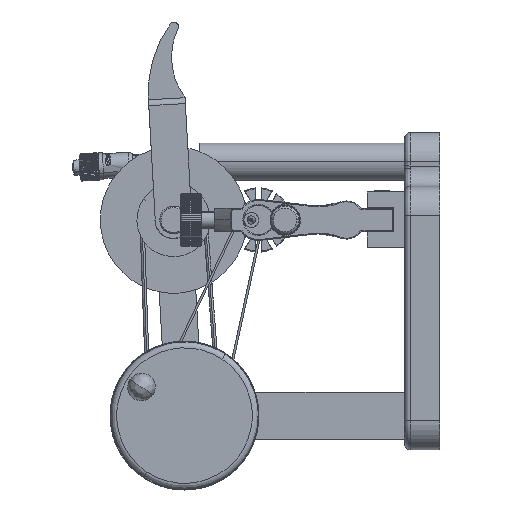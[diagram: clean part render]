
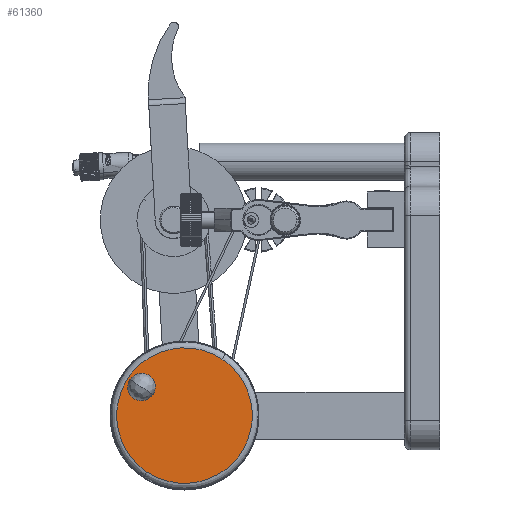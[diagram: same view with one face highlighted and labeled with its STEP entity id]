
A CAD part, left-side view. The second image highlights one B-rep face of the part: STEP entity #61360.
In plain terms, the highlighted free-form (B-spline) face has degree [1, 1] with [2, 2] control points.
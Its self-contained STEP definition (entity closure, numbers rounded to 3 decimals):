
#61285 = VERTEX_POINT('',#61286);
#61286 = CARTESIAN_POINT('',(-135.23,146.559,
    -29.813));
#61291 = EDGE_CURVE('',#61285,#61292,#61294,.T.);
#61292 = VERTEX_POINT('',#61293);
#61293 = CARTESIAN_POINT('',(-135.23,153.014,
    -39.533));
#61294 = ( BOUNDED_CURVE() B_SPLINE_CURVE(2,(#61295,#61296,#61297,#61298
,#61299),.UNSPECIFIED.,.F.,.F.) B_SPLINE_CURVE_WITH_KNOTS((3,2,3),(
    3.142,4.712,6.283),
.PIECEWISE_BEZIER_KNOTS.) CURVE() GEOMETRIC_REPRESENTATION_ITEM() 
RATIONAL_B_SPLINE_CURVE((1.,0.707,1.,0.707,1.)) 
REPRESENTATION_ITEM('') );
#61295 = CARTESIAN_POINT('',(-135.23,146.559,
    -29.813));
#61296 = CARTESIAN_POINT('',(-135.23,151.419,
    -26.586));
#61297 = CARTESIAN_POINT('',(-135.23,154.646,
    -31.446));
#61298 = CARTESIAN_POINT('',(-135.23,157.874,
    -36.306));
#61299 = CARTESIAN_POINT('',(-135.23,153.014,
    -39.533));
#61360 = ADVANCED_FACE('',(#61361,#61383),#61394,.F.);
#61361 = FACE_BOUND('',#61362,.T.);
#61362 = EDGE_LOOP('',(#61363,#61375));
#61363 = ORIENTED_EDGE('',*,*,#61364,.T.);
#61364 = EDGE_CURVE('',#61365,#61367,#61369,.T.);
#61365 = VERTEX_POINT('',#61366);
#61366 = CARTESIAN_POINT('',(-135.23,146.999,
    -77.389));
#61367 = VERTEX_POINT('',#61368);
#61368 = CARTESIAN_POINT('',(-135.23,109.334,
    -20.672));
#61369 = ( BOUNDED_CURVE() B_SPLINE_CURVE(2,(#61370,#61371,#61372,#61373
,#61374),.UNSPECIFIED.,.F.,.F.) B_SPLINE_CURVE_WITH_KNOTS((3,2,3),(0.,
1.571,3.142),.PIECEWISE_BEZIER_KNOTS.) CURVE() 
GEOMETRIC_REPRESENTATION_ITEM() RATIONAL_B_SPLINE_CURVE((1.,
0.707,1.,0.707,1.)) REPRESENTATION_ITEM('') );
#61370 = CARTESIAN_POINT('',(-135.23,146.999,
    -77.389));
#61371 = CARTESIAN_POINT('',(-135.23,118.641,
    -96.222));
#61372 = CARTESIAN_POINT('',(-135.23,99.808,
    -67.863));
#61373 = CARTESIAN_POINT('',(-135.23,80.976,
    -39.505));
#61374 = CARTESIAN_POINT('',(-135.23,109.334,
    -20.672));
#61375 = ORIENTED_EDGE('',*,*,#61376,.T.);
#61376 = EDGE_CURVE('',#61367,#61365,#61377,.T.);
#61377 = ( BOUNDED_CURVE() B_SPLINE_CURVE(2,(#61378,#61379,#61380,#61381
,#61382),.UNSPECIFIED.,.F.,.F.) B_SPLINE_CURVE_WITH_KNOTS((3,2,3),(
    3.142,4.712,6.283),
.PIECEWISE_BEZIER_KNOTS.) CURVE() GEOMETRIC_REPRESENTATION_ITEM() 
RATIONAL_B_SPLINE_CURVE((1.,0.707,1.,0.707,1.)) 
REPRESENTATION_ITEM('') );
#61378 = CARTESIAN_POINT('',(-135.23,109.334,
    -20.672));
#61379 = CARTESIAN_POINT('',(-135.23,137.693,
    -1.84));
#61380 = CARTESIAN_POINT('',(-135.23,156.525,
    -30.198));
#61381 = CARTESIAN_POINT('',(-135.23,175.358,
    -58.557));
#61382 = CARTESIAN_POINT('',(-135.23,146.999,
    -77.389));
#61383 = FACE_BOUND('',#61384,.T.);
#61384 = EDGE_LOOP('',(#61385,#61393));
#61385 = ORIENTED_EDGE('',*,*,#61386,.F.);
#61386 = EDGE_CURVE('',#61292,#61285,#61387,.T.);
#61387 = ( BOUNDED_CURVE() B_SPLINE_CURVE(2,(#61388,#61389,#61390,#61391
,#61392),.UNSPECIFIED.,.F.,.F.) B_SPLINE_CURVE_WITH_KNOTS((3,2,3),(0.,
1.571,3.142),.PIECEWISE_BEZIER_KNOTS.) CURVE() 
GEOMETRIC_REPRESENTATION_ITEM() RATIONAL_B_SPLINE_CURVE((1.,
0.707,1.,0.707,1.)) REPRESENTATION_ITEM('') );
#61388 = CARTESIAN_POINT('',(-135.23,153.014,
    -39.533));
#61389 = CARTESIAN_POINT('',(-135.23,148.154,
    -42.76));
#61390 = CARTESIAN_POINT('',(-135.23,144.927,
    -37.9));
#61391 = CARTESIAN_POINT('',(-135.23,141.7,
    -33.041));
#61392 = CARTESIAN_POINT('',(-135.23,146.559,
    -29.813));
#61393 = ORIENTED_EDGE('',*,*,#61291,.F.);
#61394 = B_SPLINE_SURFACE_WITH_KNOTS('',1,1,(
    (#61395,#61396)
    ,(#61397,#61398
    )),.UNSPECIFIED.,.F.,.F.,.F.,(2,2),(2,2),(-23.122,23.122),(
    -48.268,-2.024),.PIECEWISE_BEZIER_KNOTS.);
#61395 = CARTESIAN_POINT('',(-135.23,80.976,
    -39.505));
#61396 = CARTESIAN_POINT('',(-135.23,137.693,
    -1.84));
#61397 = CARTESIAN_POINT('',(-135.23,118.641,
    -96.222));
#61398 = CARTESIAN_POINT('',(-135.23,175.358,
    -58.557));
